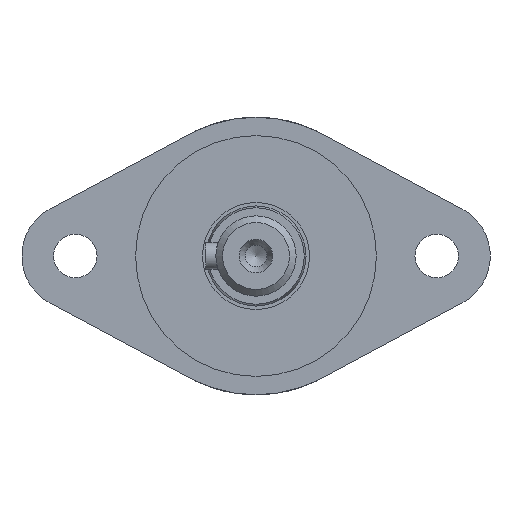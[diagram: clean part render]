
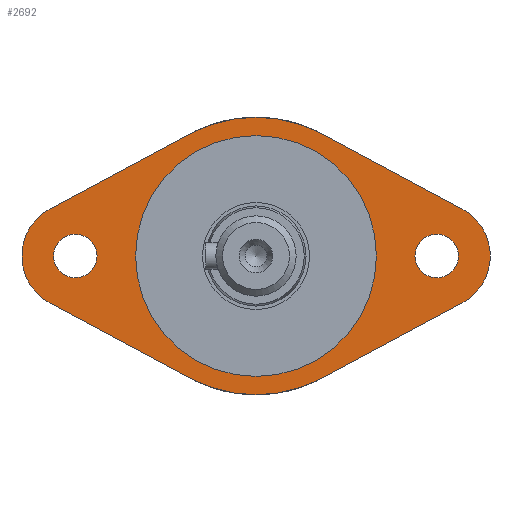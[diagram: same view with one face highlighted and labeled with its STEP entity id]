
A CAD part, left-side view. The second image highlights one B-rep face of the part: STEP entity #2692.
In plain terms, the highlighted planar face has unit normal (-1, 0, 0).
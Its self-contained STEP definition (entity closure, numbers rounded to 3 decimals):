
#92=FACE_BOUND('',#378,.T.);
#93=FACE_BOUND('',#379,.T.);
#94=FACE_BOUND('',#380,.T.);
#127=PLANE('',#2933);
#222=FACE_OUTER_BOUND('',#377,.T.);
#377=EDGE_LOOP('',(#1859,#1860,#1861,#1862,#1863,#1864,#1865,#1866));
#378=EDGE_LOOP('',(#1867));
#379=EDGE_LOOP('',(#1868));
#380=EDGE_LOOP('',(#1869,#1870));
#540=LINE('',#4299,#691);
#542=LINE('',#4304,#693);
#546=LINE('',#4317,#697);
#551=LINE('',#4330,#702);
#691=VECTOR('',#3404,10.);
#693=VECTOR('',#3408,10.);
#697=VECTOR('',#3420,10.);
#702=VECTOR('',#3433,10.);
#851=CIRCLE('',#2908,3.25);
#854=CIRCLE('',#2912,3.25);
#856=CIRCLE('',#2915,8.);
#860=CIRCLE('',#2924,8.);
#862=CIRCLE('',#2929,18.);
#863=CIRCLE('',#2930,18.);
#866=CIRCLE('',#2934,20.75);
#867=CIRCLE('',#2935,20.75);
#1073=VERTEX_POINT('',#4274);
#1076=VERTEX_POINT('',#4282);
#1079=VERTEX_POINT('',#4289);
#1080=VERTEX_POINT('',#4291);
#1082=VERTEX_POINT('',#4297);
#1084=VERTEX_POINT('',#4303);
#1088=VERTEX_POINT('',#4314);
#1089=VERTEX_POINT('',#4316);
#1091=VERTEX_POINT('',#4322);
#1093=VERTEX_POINT('',#4328);
#1094=VERTEX_POINT('',#4334);
#1095=VERTEX_POINT('',#4335);
#1363=EDGE_CURVE('',#1073,#1073,#851,.T.);
#1367=EDGE_CURVE('',#1076,#1076,#854,.T.);
#1370=EDGE_CURVE('',#1079,#1080,#856,.T.);
#1374=EDGE_CURVE('',#1082,#1079,#540,.T.);
#1376=EDGE_CURVE('',#1080,#1084,#542,.T.);
#1382=EDGE_CURVE('',#1089,#1088,#546,.T.);
#1386=EDGE_CURVE('',#1088,#1091,#860,.T.);
#1389=EDGE_CURVE('',#1091,#1093,#551,.T.);
#1391=EDGE_CURVE('',#1094,#1095,#862,.T.);
#1392=EDGE_CURVE('',#1095,#1094,#863,.T.);
#1396=EDGE_CURVE('',#1084,#1093,#866,.T.);
#1397=EDGE_CURVE('',#1089,#1082,#867,.T.);
#1859=ORIENTED_EDGE('',*,*,#1396,.F.);
#1860=ORIENTED_EDGE('',*,*,#1376,.F.);
#1861=ORIENTED_EDGE('',*,*,#1370,.F.);
#1862=ORIENTED_EDGE('',*,*,#1374,.F.);
#1863=ORIENTED_EDGE('',*,*,#1397,.F.);
#1864=ORIENTED_EDGE('',*,*,#1382,.T.);
#1865=ORIENTED_EDGE('',*,*,#1386,.T.);
#1866=ORIENTED_EDGE('',*,*,#1389,.T.);
#1867=ORIENTED_EDGE('',*,*,#1363,.T.);
#1868=ORIENTED_EDGE('',*,*,#1367,.T.);
#1869=ORIENTED_EDGE('',*,*,#1391,.T.);
#1870=ORIENTED_EDGE('',*,*,#1392,.T.);
#2692=ADVANCED_FACE('',(#222,#92,#93,#94),#127,.T.);
#2908=AXIS2_PLACEMENT_3D('',#4276,#3381,#3382);
#2912=AXIS2_PLACEMENT_3D('',#4284,#3390,#3391);
#2915=AXIS2_PLACEMENT_3D('',#4292,#3397,#3398);
#2924=AXIS2_PLACEMENT_3D('',#4324,#3427,#3428);
#2929=AXIS2_PLACEMENT_3D('',#4336,#3440,#3441);
#2930=AXIS2_PLACEMENT_3D('',#4337,#3442,#3443);
#2933=AXIS2_PLACEMENT_3D('',#4343,#3449,#3450);
#2934=AXIS2_PLACEMENT_3D('',#4344,#3451,#3452);
#2935=AXIS2_PLACEMENT_3D('',#4345,#3453,#3454);
#3381=DIRECTION('center_axis',(1.,0.,0.));
#3382=DIRECTION('ref_axis',(0.,0.,
1.));
#3390=DIRECTION('center_axis',(1.,0.,0.));
#3391=DIRECTION('ref_axis',(0.,0.,
1.));
#3397=DIRECTION('center_axis',(1.,0.,0.));
#3398=DIRECTION('ref_axis',(0.,-0.472,-0.881));
#3404=DIRECTION('',(0.,0.881,0.472));
#3408=DIRECTION('',(0.,-0.881,0.472));
#3420=DIRECTION('',(0.,-0.881,0.472));
#3427=DIRECTION('center_axis',(-1.,0.,0.));
#3428=DIRECTION('ref_axis',(0.,-0.472,-0.881));
#3433=DIRECTION('',(0.,0.881,0.472));
#3440=DIRECTION('center_axis',(1.,0.,0.));
#3441=DIRECTION('ref_axis',(0.,-1.,0.));
#3442=DIRECTION('center_axis',(1.,0.,0.));
#3443=DIRECTION('ref_axis',(0.,-1.,0.));
#3449=DIRECTION('center_axis',(-1.,0.,0.));
#3450=DIRECTION('ref_axis',(0.,0.,
-1.));
#3451=DIRECTION('center_axis',(1.,0.,0.));
#3452=DIRECTION('ref_axis',(0.,-1.,0.));
#3453=DIRECTION('center_axis',(1.,0.,0.));
#3454=DIRECTION('ref_axis',(0.,-1.,0.));
#4274=CARTESIAN_POINT('',(-147.2,-27.,-3.25));
#4276=CARTESIAN_POINT('Origin',(-147.2,-27.,0.));
#4282=CARTESIAN_POINT('',(-147.2,27.,-3.25));
#4284=CARTESIAN_POINT('Origin',(-147.2,27.,0.));
#4289=CARTESIAN_POINT('',(-147.2,30.778,-7.052));
#4291=CARTESIAN_POINT('',(-147.2,30.778,7.052));
#4292=CARTESIAN_POINT('Origin',(-147.2,27.,0.));
#4297=CARTESIAN_POINT('',(-147.2,9.799,-18.291));
#4299=CARTESIAN_POINT('',(-147.2,9.799,-18.291));
#4303=CARTESIAN_POINT('',(-147.2,9.799,18.291));
#4304=CARTESIAN_POINT('',(-147.2,30.778,7.052));
#4314=CARTESIAN_POINT('',(-147.2,-30.778,-7.052));
#4316=CARTESIAN_POINT('',(-147.2,-9.799,-18.291));
#4317=CARTESIAN_POINT('',(-147.2,-9.799,-18.291));
#4322=CARTESIAN_POINT('',(-147.2,-30.778,7.052));
#4324=CARTESIAN_POINT('Origin',(-147.2,-27.,0.));
#4328=CARTESIAN_POINT('',(-147.2,-9.799,18.291));
#4330=CARTESIAN_POINT('',(-147.2,-30.778,7.052));
#4334=CARTESIAN_POINT('',(-147.2,-18.,0.));
#4335=CARTESIAN_POINT('',(-147.2,18.,0.));
#4336=CARTESIAN_POINT('Origin',(-147.2,0.,
0.));
#4337=CARTESIAN_POINT('Origin',(-147.2,0.,
0.));
#4343=CARTESIAN_POINT('Origin',(-147.2,-19.375,0.));
#4344=CARTESIAN_POINT('Origin',(-147.2,0.,
0.));
#4345=CARTESIAN_POINT('Origin',(-147.2,0.,
0.));
